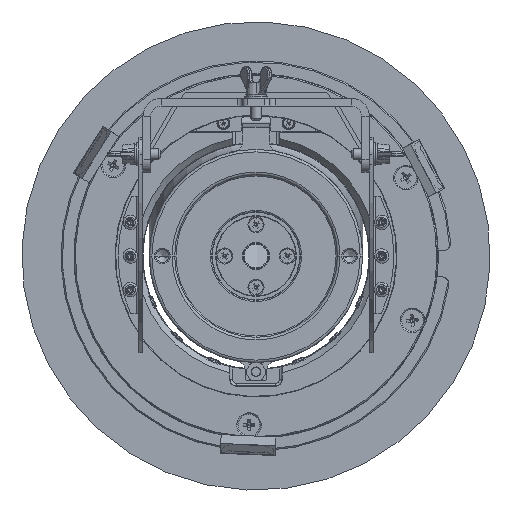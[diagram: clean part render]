
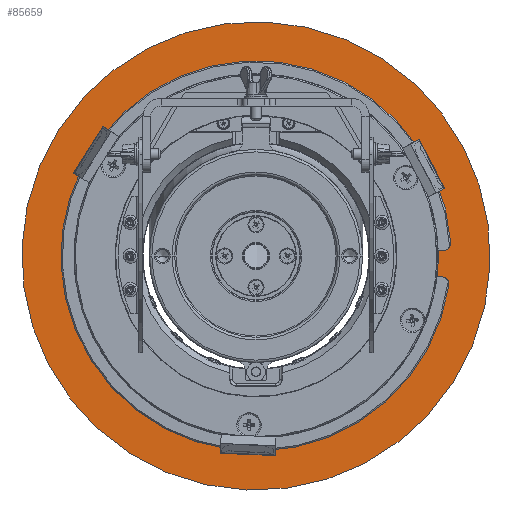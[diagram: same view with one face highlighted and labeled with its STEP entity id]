
A CAD part, front view. The second image highlights one B-rep face of the part: STEP entity #85659.
In plain terms, the highlighted planar face has unit normal (0, -1, 0).
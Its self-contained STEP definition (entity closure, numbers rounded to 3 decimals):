
#110 = CARTESIAN_POINT ( 'NONE',  ( 57.764, -48., -26.621 ) ) ;
#1558 = EDGE_CURVE ( 'NONE', #42388, #27200, #38572, .T. ) ;
#3351 = DIRECTION ( 'NONE',  ( 0.999, 0., -0.041 ) ) ;
#3542 = CARTESIAN_POINT ( 'NONE',  ( 60.092, -48., -42.337 ) ) ;
#4329 = FACE_BOUND ( 'NONE', #61819, .T. ) ;
#5210 = DIRECTION ( 'NONE',  ( 0., 1., 0. ) ) ;
#6912 = EDGE_CURVE ( 'NONE', #27200, #42388, #79281, .T. ) ;
#8404 = VERTEX_POINT ( 'NONE', #103709 ) ;
#10681 = EDGE_CURVE ( 'NONE', #45272, #80460, #84400, .T. ) ;
#11189 = DIRECTION ( 'NONE',  ( -0.999, 0., 0.041 ) ) ;
#13410 = EDGE_LOOP ( 'NONE', ( #44444, #66816 ) ) ;
#18153 = CARTESIAN_POINT ( 'NONE',  ( 60.752, -48., -26.351 ) ) ;
#18899 = EDGE_CURVE ( 'NONE', #20207, #61228, #39897, .T. ) ;
#19818 = CARTESIAN_POINT ( 'NONE',  ( 0., -48., -31.85 ) ) ;
#20207 = VERTEX_POINT ( 'NONE', #74766 ) ;
#20580 = DIRECTION ( 'NONE',  ( 0., 1., 0. ) ) ;
#20771 = DIRECTION ( 'NONE',  ( 0., 1., 0. ) ) ;
#21680 = CARTESIAN_POINT ( 'NONE',  ( 0., -48., -31.85 ) ) ;
#23016 = DIRECTION ( 'NONE',  ( 0.999, 0., -0.041 ) ) ;
#23763 = VERTEX_POINT ( 'NONE', #99391 ) ;
#24158 = DIRECTION ( 'NONE',  ( 0., 1., 0. ) ) ;
#24463 = FACE_OUTER_BOUND ( 'NONE', #13410, .T. ) ;
#24532 = EDGE_CURVE ( 'NONE', #20207, #106702, #46178, .T. ) ;
#25295 = ORIENTED_EDGE ( 'NONE', *, *, #60616, .T. ) ;
#26624 = ORIENTED_EDGE ( 'NONE', *, *, #82474, .T. ) ;
#27200 = VERTEX_POINT ( 'NONE', #58904 ) ;
#27369 = CARTESIAN_POINT ( 'NONE',  ( 74.821, -48., -26.932 ) ) ;
#28183 = AXIS2_PLACEMENT_3D ( 'NONE', #84994, #33492, #68065 ) ;
#29396 = DIRECTION ( 'NONE',  ( 0.999, 0., -0.041 ) ) ;
#30646 = EDGE_CURVE ( 'NONE', #44368, #78816, #78155, .T. ) ;
#31887 = CIRCLE ( 'NONE', #36589, 58. ) ;
#32832 = ORIENTED_EDGE ( 'NONE', *, *, #105137, .T. ) ;
#33042 = CIRCLE ( 'NONE', #108844, 3. ) ;
#33492 = DIRECTION ( 'NONE',  ( 0., 1., 0. ) ) ;
#34795 = VERTEX_POINT ( 'NONE', #110 ) ;
#36589 = AXIS2_PLACEMENT_3D ( 'NONE', #84878, #67573, #67204 ) ;
#38417 = AXIS2_PLACEMENT_3D ( 'NONE', #3542, #20771, #106855 ) ;
#38537 = ORIENTED_EDGE ( 'NONE', *, *, #61757, .T. ) ;
#38572 = CIRCLE ( 'NONE', #45036, 90. ) ;
#39897 = CIRCLE ( 'NONE', #110287, 75. ) ;
#42388 = VERTEX_POINT ( 'NONE', #88142 ) ;
#42909 = PLANE ( 'NONE',  #28183 ) ;
#43444 = DIRECTION ( 'NONE',  ( 0.999, 0., -0.041 ) ) ;
#43744 = DIRECTION ( 'NONE',  ( 0.999, 0., -0.041 ) ) ;
#44224 = AXIS2_PLACEMENT_3D ( 'NONE', #56756, #5210, #65395 ) ;
#44309 = CARTESIAN_POINT ( 'NONE',  ( 71.163, -48., -42.794 ) ) ;
#44368 = VERTEX_POINT ( 'NONE', #88380 ) ;
#44444 = ORIENTED_EDGE ( 'NONE', *, *, #1558, .F. ) ;
#45036 = AXIS2_PLACEMENT_3D ( 'NONE', #49027, #24158, #23016 ) ;
#45272 = VERTEX_POINT ( 'NONE', #104656 ) ;
#46178 = CIRCLE ( 'NONE', #44224, 3. ) ;
#47078 = DIRECTION ( 'NONE',  ( -0.999, 0., 0.041 ) ) ;
#49027 = CARTESIAN_POINT ( 'NONE',  ( 0., -48., -31.85 ) ) ;
#50425 = ORIENTED_EDGE ( 'NONE', *, *, #54582, .T. ) ;
#52901 = DIRECTION ( 'NONE',  ( 0.999, 0., -0.041 ) ) ;
#54582 = EDGE_CURVE ( 'NONE', #23763, #68953, #109395, .T. ) ;
#56701 = CARTESIAN_POINT ( 'NONE',  ( 71.163, -48., -42.794 ) ) ;
#56756 = CARTESIAN_POINT ( 'NONE',  ( 71.823, -48., -26.808 ) ) ;
#58904 = CARTESIAN_POINT ( 'NONE',  ( 89.923, -48., -35.562 ) ) ;
#60616 = EDGE_CURVE ( 'NONE', #8404, #44368, #95203, .T. ) ;
#61228 = VERTEX_POINT ( 'NONE', #67130 ) ;
#61757 = EDGE_CURVE ( 'NONE', #68953, #61228, #105233, .T. ) ;
#61819 = EDGE_LOOP ( 'NONE', ( #32832, #25295, #108624, #26624, #50425, #38537, #86994, #100255, #98601, #105056, #98302 ) ) ;
#65395 = DIRECTION ( 'NONE',  ( 0.999, 0., -0.041 ) ) ;
#66581 = EDGE_CURVE ( 'NONE', #80460, #34795, #33042, .T. ) ;
#66816 = ORIENTED_EDGE ( 'NONE', *, *, #6912, .F. ) ;
#67130 = CARTESIAN_POINT ( 'NONE',  ( 74.128, -48., -43.25 ) ) ;
#67204 = DIRECTION ( 'NONE',  ( 0.999, 0., -0.041 ) ) ;
#67573 = DIRECTION ( 'NONE',  ( 0., 1., 0. ) ) ;
#68065 = DIRECTION ( 'NONE',  ( 0.999, 0., -0.041 ) ) ;
#68888 = CARTESIAN_POINT ( 'NONE',  ( 0., -48., -31.85 ) ) ;
#68953 = VERTEX_POINT ( 'NONE', #83871 ) ;
#70907 = AXIS2_PLACEMENT_3D ( 'NONE', #68888, #77515, #43744 ) ;
#70911 = VECTOR ( 'NONE', #47078, 1000. ) ;
#71185 = AXIS2_PLACEMENT_3D ( 'NONE', #98285, #106103, #106858 ) ;
#73616 = DIRECTION ( 'NONE',  ( 0.999, 0., -0.041 ) ) ;
#73705 = AXIS2_PLACEMENT_3D ( 'NONE', #56701, #108511, #73616 ) ;
#74766 = CARTESIAN_POINT ( 'NONE',  ( 74.816, -48., -26.598 ) ) ;
#77515 = DIRECTION ( 'NONE',  ( 0., 1., 0. ) ) ;
#77969 = DIRECTION ( 'NONE',  ( 0., 1., 0. ) ) ;
#78155 = CIRCLE ( 'NONE', #38417, 3. ) ;
#78816 = VERTEX_POINT ( 'NONE', #87243 ) ;
#79281 = CIRCLE ( 'NONE', #91709, 90. ) ;
#79521 = EDGE_CURVE ( 'NONE', #106702, #45272, #104024, .T. ) ;
#80372 = DIRECTION ( 'NONE',  ( 0., -1., 0. ) ) ;
#80460 = VERTEX_POINT ( 'NONE', #87864 ) ;
#81363 = VECTOR ( 'NONE', #29396, 1000. ) ;
#82474 = EDGE_CURVE ( 'NONE', #78816, #23763, #104172, .T. ) ;
#83871 = CARTESIAN_POINT ( 'NONE',  ( 74.161, -48., -42.918 ) ) ;
#84400 = LINE ( 'NONE', #105237, #70911 ) ;
#84878 = CARTESIAN_POINT ( 'NONE',  ( 0., -48., -31.85 ) ) ;
#84994 = CARTESIAN_POINT ( 'NONE',  ( 0., -48., -31.85 ) ) ;
#85659 = ADVANCED_FACE ( 'NONE', ( #4329, #24463 ), #42909, .F. ) ;
#86994 = ORIENTED_EDGE ( 'NONE', *, *, #18899, .F. ) ;
#87243 = CARTESIAN_POINT ( 'NONE',  ( 60.215, -48., -39.34 ) ) ;
#87864 = CARTESIAN_POINT ( 'NONE',  ( 60.628, -48., -29.348 ) ) ;
#88142 = CARTESIAN_POINT ( 'NONE',  ( -89.923, -48., -28.138 ) ) ;
#88380 = CARTESIAN_POINT ( 'NONE',  ( 57.136, -48., -41.822 ) ) ;
#91709 = AXIS2_PLACEMENT_3D ( 'NONE', #21680, #20580, #3351 ) ;
#95203 = CIRCLE ( 'NONE', #70907, 58. ) ;
#97106 = CARTESIAN_POINT ( 'NONE',  ( 99.709, -48., -40.97 ) ) ;
#98285 = CARTESIAN_POINT ( 'NONE',  ( 71.823, -48., -26.808 ) ) ;
#98302 = ORIENTED_EDGE ( 'NONE', *, *, #66581, .T. ) ;
#98601 = ORIENTED_EDGE ( 'NONE', *, *, #79521, .T. ) ;
#99391 = CARTESIAN_POINT ( 'NONE',  ( 71.287, -48., -39.797 ) ) ;
#100255 = ORIENTED_EDGE ( 'NONE', *, *, #24532, .T. ) ;
#103709 = CARTESIAN_POINT ( 'NONE',  ( 57.951, -48., -34.242 ) ) ;
#103924 = AXIS2_PLACEMENT_3D ( 'NONE', #44309, #104347, #52901 ) ;
#104024 = CIRCLE ( 'NONE', #71185, 3. ) ;
#104172 = LINE ( 'NONE', #97106, #81363 ) ;
#104347 = DIRECTION ( 'NONE',  ( 0., 1., 0. ) ) ;
#104656 = CARTESIAN_POINT ( 'NONE',  ( 71.7, -48., -29.805 ) ) ;
#105056 = ORIENTED_EDGE ( 'NONE', *, *, #10681, .T. ) ;
#105137 = EDGE_CURVE ( 'NONE', #34795, #8404, #31887, .T. ) ;
#105233 = CIRCLE ( 'NONE', #103924, 3. ) ;
#105237 = CARTESIAN_POINT ( 'NONE',  ( 50.164, -48., -28.916 ) ) ;
#106103 = DIRECTION ( 'NONE',  ( 0., 1., 0. ) ) ;
#106702 = VERTEX_POINT ( 'NONE', #27369 ) ;
#106855 = DIRECTION ( 'NONE',  ( 0.999, 0., -0.041 ) ) ;
#106858 = DIRECTION ( 'NONE',  ( 0.999, 0., -0.041 ) ) ;
#108511 = DIRECTION ( 'NONE',  ( 0., 1., 0. ) ) ;
#108624 = ORIENTED_EDGE ( 'NONE', *, *, #30646, .T. ) ;
#108844 = AXIS2_PLACEMENT_3D ( 'NONE', #18153, #77969, #43444 ) ;
#109395 = CIRCLE ( 'NONE', #73705, 3. ) ;
#110287 = AXIS2_PLACEMENT_3D ( 'NONE', #19818, #80372, #11189 ) ;
